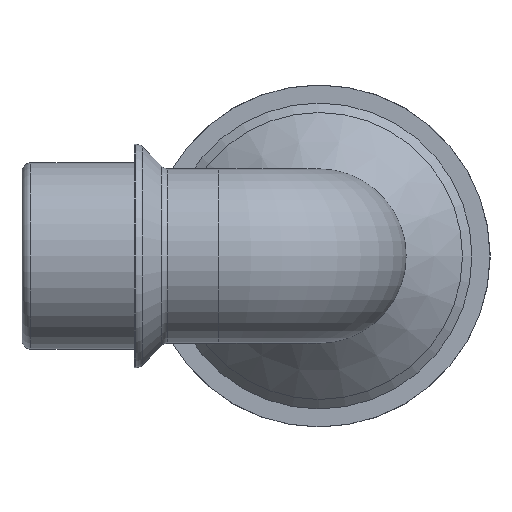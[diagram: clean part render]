
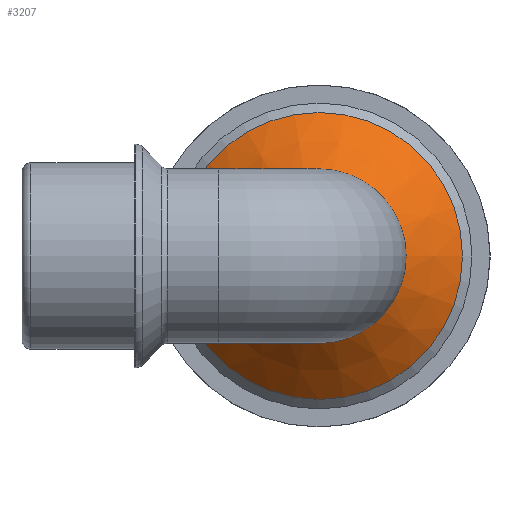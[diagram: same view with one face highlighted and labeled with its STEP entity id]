
A CAD part, left-side view. The second image highlights one B-rep face of the part: STEP entity #3207.
In plain terms, the highlighted conical face has half-angle 45 degrees and reference radius 20.572 mm.
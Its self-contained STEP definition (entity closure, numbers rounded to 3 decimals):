
#22=CONICAL_SURFACE('',#3591,20.572,45.);
#640=FACE_BOUND('',#1079,.T.);
#852=FACE_OUTER_BOUND('',#1078,.T.);
#1078=EDGE_LOOP('',(#2920));
#1079=EDGE_LOOP('',(#2921));
#1107=CIRCLE('',#3230,15.544);
#1272=CIRCLE('',#3592,25.6);
#1287=VERTEX_POINT('',#4594);
#1548=VERTEX_POINT('',#6091);
#1563=EDGE_CURVE('',#1287,#1287,#1107,.T.);
#2010=EDGE_CURVE('',#1548,#1548,#1272,.T.);
#2920=ORIENTED_EDGE('',*,*,#2010,.F.);
#2921=ORIENTED_EDGE('',*,*,#1563,.T.);
#3207=ADVANCED_FACE('',(#852,#640),#22,.T.);
#3230=AXIS2_PLACEMENT_3D('',#4595,#3633,#3634);
#3591=AXIS2_PLACEMENT_3D('',#6090,#4535,#4536);
#3592=AXIS2_PLACEMENT_3D('',#6092,#4537,#4538);
#3633=DIRECTION('center_axis',(1.,0.,0.));
#3634=DIRECTION('ref_axis',(0.,0.,-1.));
#4535=DIRECTION('center_axis',(1.,0.,0.));
#4536=DIRECTION('ref_axis',(0.,1.,0.));
#4537=DIRECTION('center_axis',(1.,0.,0.));
#4538=DIRECTION('ref_axis',(0.,0.,-1.));
#4594=CARTESIAN_POINT('',(17.88,15.544,0.));
#4595=CARTESIAN_POINT('Origin',(17.88,0.,0.));
#6090=CARTESIAN_POINT('Origin',(22.908,0.,0.));
#6091=CARTESIAN_POINT('',(27.936,25.6,0.));
#6092=CARTESIAN_POINT('Origin',(27.936,0.,0.));
